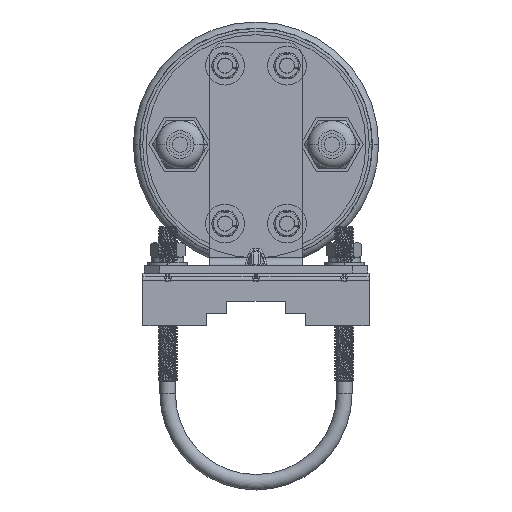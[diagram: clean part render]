
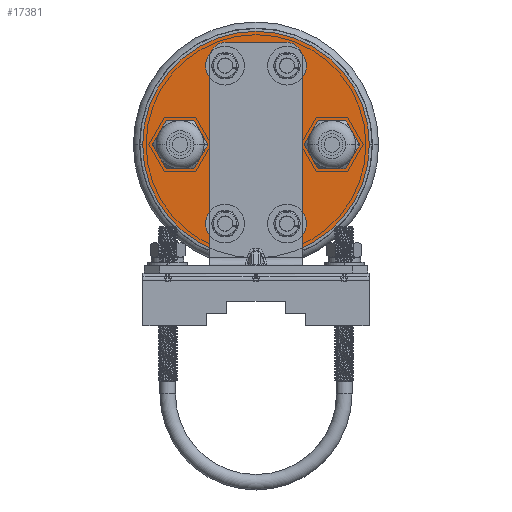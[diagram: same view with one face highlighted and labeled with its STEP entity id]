
A CAD part, front view. The second image highlights one B-rep face of the part: STEP entity #17381.
In plain terms, the highlighted planar face has unit normal (0, -1, 0).
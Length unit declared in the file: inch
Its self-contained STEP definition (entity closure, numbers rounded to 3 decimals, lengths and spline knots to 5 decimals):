
#491 = CARTESIAN_POINT ( 'NONE',  ( -0.27559, 0., 1.00394 ) ) ;
#546 = CARTESIAN_POINT ( 'NONE',  ( -0.3937, 0., 1.00394 ) ) ;
#721 = CIRCLE ( 'NONE', #28908, 0.11811 ) ;
#764 = AXIS2_PLACEMENT_3D ( 'NONE', #27636, #37091, #28240 ) ;
#854 = DIRECTION ( 'NONE',  ( 0., 1., 0. ) ) ;
#2078 = FACE_BOUND ( 'NONE', #50485, .T. ) ;
#2216 = DIRECTION ( 'NONE',  ( 1., 0., 0. ) ) ;
#2443 = CARTESIAN_POINT ( 'NONE',  ( -0.96457, 0., 0. ) ) ;
#2779 = AXIS2_PLACEMENT_3D ( 'NONE', #13572, #45864, #46158 ) ;
#3591 = ORIENTED_EDGE ( 'NONE', *, *, #55660, .T. ) ;
#3732 = CIRCLE ( 'NONE', #764, 0.24606 ) ;
#3854 = ORIENTED_EDGE ( 'NONE', *, *, #57821, .T. ) ;
#3883 = CARTESIAN_POINT ( 'NONE',  ( -0.51181, 0., -1.00394 ) ) ;
#4593 = VERTEX_POINT ( 'NONE', #27931 ) ;
#5517 = CARTESIAN_POINT ( 'NONE',  ( 0., 0., 0. ) ) ;
#5529 = CARTESIAN_POINT ( 'NONE',  ( -0.51181, 0., 1.00394 ) ) ;
#6178 = DIRECTION ( 'NONE',  ( -1., 0., 0. ) ) ;
#6447 = VERTEX_POINT ( 'NONE', #57537 ) ;
#6986 = VERTEX_POINT ( 'NONE', #55454 ) ;
#7296 = CARTESIAN_POINT ( 'NONE',  ( -0.3937, 0., 1.00394 ) ) ;
#7764 = VERTEX_POINT ( 'NONE', #42179 ) ;
#8893 = DIRECTION ( 'NONE',  ( -1., 0., 0. ) ) ;
#9430 = ORIENTED_EDGE ( 'NONE', *, *, #14266, .T. ) ;
#9936 = ORIENTED_EDGE ( 'NONE', *, *, #21834, .T. ) ;
#10422 = DIRECTION ( 'NONE',  ( 1., 0., 0. ) ) ;
#10745 = DIRECTION ( 'NONE',  ( 0., 1., 0. ) ) ;
#10938 = VERTEX_POINT ( 'NONE', #491 ) ;
#11415 = CARTESIAN_POINT ( 'NONE',  ( 0.27559, 0., -1.00394 ) ) ;
#11794 = FACE_BOUND ( 'NONE', #34443, .T. ) ;
#13572 = CARTESIAN_POINT ( 'NONE',  ( 0.3937, 0., 1.00394 ) ) ;
#14097 = DIRECTION ( 'NONE',  ( -1., 0., 0. ) ) ;
#14197 = AXIS2_PLACEMENT_3D ( 'NONE', #33566, #52138, #10422 ) ;
#14266 = EDGE_CURVE ( 'NONE', #19075, #6447, #48445, .T. ) ;
#15234 = CIRCLE ( 'NONE', #43594, 0.11811 ) ;
#15337 = CIRCLE ( 'NONE', #49383, 1.44094 ) ;
#15462 = VERTEX_POINT ( 'NONE', #58694 ) ;
#16017 = CARTESIAN_POINT ( 'NONE',  ( 0.51181, 0., -1.00394 ) ) ;
#16127 = DIRECTION ( 'NONE',  ( 0., 1., 0. ) ) ;
#16365 = FACE_BOUND ( 'NONE', #33981, .T. ) ;
#17381 = ADVANCED_FACE ( 'NONE', ( #44982, #58384, #30376, #43779, #2078, #16365, #11794 ), #25498, .F. ) ;
#17816 = DIRECTION ( 'NONE',  ( 0., 1., 0. ) ) ;
#17871 = DIRECTION ( 'NONE',  ( 1., 0., 0. ) ) ;
#18103 = AXIS2_PLACEMENT_3D ( 'NONE', #32938, #27764, #8893 ) ;
#18580 = VERTEX_POINT ( 'NONE', #5529 ) ;
#18684 = CARTESIAN_POINT ( 'NONE',  ( 0.96457, 0., 0. ) ) ;
#19075 = VERTEX_POINT ( 'NONE', #34661 ) ;
#20273 = CIRCLE ( 'NONE', #53304, 0.11811 ) ;
#20343 = DIRECTION ( 'NONE',  ( 1., 0., 0. ) ) ;
#20941 = DIRECTION ( 'NONE',  ( 0., 1., 0. ) ) ;
#20954 = ORIENTED_EDGE ( 'NONE', *, *, #24367, .T. ) ;
#21134 = CIRCLE ( 'NONE', #59064, 0.24606 ) ;
#21834 = EDGE_CURVE ( 'NONE', #7764, #37311, #59768, .T. ) ;
#21878 = CARTESIAN_POINT ( 'NONE',  ( -0.7185, 0., 0. ) ) ;
#22450 = CARTESIAN_POINT ( 'NONE',  ( 0.3937, 0., -1.00394 ) ) ;
#22670 = VERTEX_POINT ( 'NONE', #3883 ) ;
#22814 = VERTEX_POINT ( 'NONE', #11415 ) ;
#22971 = CIRCLE ( 'NONE', #18103, 0.11811 ) ;
#23972 = DIRECTION ( 'NONE',  ( 1., 0., 0. ) ) ;
#24367 = EDGE_CURVE ( 'NONE', #4593, #15462, #30647, .T. ) ;
#24541 = EDGE_LOOP ( 'NONE', ( #20954, #58394 ) ) ;
#25498 = PLANE ( 'NONE',  #26600 ) ;
#25905 = CIRCLE ( 'NONE', #14197, 0.11811 ) ;
#25907 = VERTEX_POINT ( 'NONE', #26247 ) ;
#26247 = CARTESIAN_POINT ( 'NONE',  ( -1.44094, 0., 0. ) ) ;
#26600 = AXIS2_PLACEMENT_3D ( 'NONE', #35237, #20941, #20343 ) ;
#27636 = CARTESIAN_POINT ( 'NONE',  ( -0.96457, 0., 0. ) ) ;
#27725 = ORIENTED_EDGE ( 'NONE', *, *, #49487, .T. ) ;
#27764 = DIRECTION ( 'NONE',  ( 0., 1., 0. ) ) ;
#27931 = CARTESIAN_POINT ( 'NONE',  ( 0.7185, 0., 0. ) ) ;
#27956 = AXIS2_PLACEMENT_3D ( 'NONE', #36999, #17816, #46416 ) ;
#28240 = DIRECTION ( 'NONE',  ( 1., 0., 0. ) ) ;
#28687 = ORIENTED_EDGE ( 'NONE', *, *, #59438, .T. ) ;
#28908 = AXIS2_PLACEMENT_3D ( 'NONE', #7296, #10745, #6178 ) ;
#28919 = DIRECTION ( 'NONE',  ( -1., 0., 0. ) ) ;
#29244 = EDGE_CURVE ( 'NONE', #37245, #25907, #52116, .T. ) ;
#30376 = FACE_BOUND ( 'NONE', #24541, .T. ) ;
#30647 = CIRCLE ( 'NONE', #48109, 0.24606 ) ;
#31224 = EDGE_LOOP ( 'NONE', ( #50938, #43362 ) ) ;
#31778 = ORIENTED_EDGE ( 'NONE', *, *, #40218, .T. ) ;
#31881 = EDGE_CURVE ( 'NONE', #6986, #22670, #25905, .T. ) ;
#32476 = DIRECTION ( 'NONE',  ( 0., 1., 0. ) ) ;
#32817 = CIRCLE ( 'NONE', #55168, 0.11811 ) ;
#32938 = CARTESIAN_POINT ( 'NONE',  ( -0.3937, 0., -1.00394 ) ) ;
#33566 = CARTESIAN_POINT ( 'NONE',  ( -0.3937, 0., -1.00394 ) ) ;
#33981 = EDGE_LOOP ( 'NONE', ( #9430, #31778 ) ) ;
#34443 = EDGE_LOOP ( 'NONE', ( #9936, #3854 ) ) ;
#34648 = VERTEX_POINT ( 'NONE', #16017 ) ;
#34661 = CARTESIAN_POINT ( 'NONE',  ( 0.27559, 0., 1.00394 ) ) ;
#35237 = CARTESIAN_POINT ( 'NONE',  ( 0., 0., 0. ) ) ;
#36034 = EDGE_CURVE ( 'NONE', #15462, #4593, #21134, .T. ) ;
#36509 = EDGE_CURVE ( 'NONE', #34648, #22814, #32817, .T. ) ;
#36912 = DIRECTION ( 'NONE',  ( 1., 0., 0. ) ) ;
#36970 = DIRECTION ( 'NONE',  ( 1., 0., 0. ) ) ;
#36999 = CARTESIAN_POINT ( 'NONE',  ( 0.3937, 0., -1.00394 ) ) ;
#37091 = DIRECTION ( 'NONE',  ( 0., 1., 0. ) ) ;
#37204 = DIRECTION ( 'NONE',  ( 0., -1., 0. ) ) ;
#37245 = VERTEX_POINT ( 'NONE', #49584 ) ;
#37311 = VERTEX_POINT ( 'NONE', #21878 ) ;
#38668 = ORIENTED_EDGE ( 'NONE', *, *, #54849, .T. ) ;
#39003 = DIRECTION ( 'NONE',  ( -1., 0., 0. ) ) ;
#40042 = ORIENTED_EDGE ( 'NONE', *, *, #31881, .T. ) ;
#40218 = EDGE_CURVE ( 'NONE', #6447, #19075, #15234, .T. ) ;
#40262 = CARTESIAN_POINT ( 'NONE',  ( 0.3937, 0., 1.00394 ) ) ;
#41430 = AXIS2_PLACEMENT_3D ( 'NONE', #5517, #37204, #36912 ) ;
#42179 = CARTESIAN_POINT ( 'NONE',  ( -1.21063, 0., 0. ) ) ;
#43362 = ORIENTED_EDGE ( 'NONE', *, *, #29244, .T. ) ;
#43594 = AXIS2_PLACEMENT_3D ( 'NONE', #40262, #49080, #2216 ) ;
#43779 = FACE_BOUND ( 'NONE', #55872, .T. ) ;
#44982 = FACE_OUTER_BOUND ( 'NONE', #31224, .T. ) ;
#45864 = DIRECTION ( 'NONE',  ( 0., 1., 0. ) ) ;
#46158 = DIRECTION ( 'NONE',  ( -1., 0., 0. ) ) ;
#46416 = DIRECTION ( 'NONE',  ( -1., 0., 0. ) ) ;
#47939 = ORIENTED_EDGE ( 'NONE', *, *, #36509, .T. ) ;
#48109 = AXIS2_PLACEMENT_3D ( 'NONE', #18684, #50665, #14097 ) ;
#48113 = EDGE_LOOP ( 'NONE', ( #27725, #40042 ) ) ;
#48445 = CIRCLE ( 'NONE', #2779, 0.11811 ) ;
#49080 = DIRECTION ( 'NONE',  ( 0., 1., 0. ) ) ;
#49383 = AXIS2_PLACEMENT_3D ( 'NONE', #51166, #51766, #28919 ) ;
#49487 = EDGE_CURVE ( 'NONE', #22670, #6986, #22971, .T. ) ;
#49584 = CARTESIAN_POINT ( 'NONE',  ( 1.44094, 0., 0. ) ) ;
#50485 = EDGE_LOOP ( 'NONE', ( #38668, #28687 ) ) ;
#50665 = DIRECTION ( 'NONE',  ( 0., 1., 0. ) ) ;
#50938 = ORIENTED_EDGE ( 'NONE', *, *, #58831, .T. ) ;
#51166 = CARTESIAN_POINT ( 'NONE',  ( 0., 0., 0. ) ) ;
#51766 = DIRECTION ( 'NONE',  ( 0., -1., 0. ) ) ;
#52116 = CIRCLE ( 'NONE', #41430, 1.44094 ) ;
#52138 = DIRECTION ( 'NONE',  ( 0., 1., 0. ) ) ;
#52946 = AXIS2_PLACEMENT_3D ( 'NONE', #2443, #16127, #39003 ) ;
#53304 = AXIS2_PLACEMENT_3D ( 'NONE', #546, #854, #23972 ) ;
#54849 = EDGE_CURVE ( 'NONE', #18580, #10938, #721, .T. ) ;
#55168 = AXIS2_PLACEMENT_3D ( 'NONE', #22450, #32476, #17871 ) ;
#55454 = CARTESIAN_POINT ( 'NONE',  ( -0.27559, 0., -1.00394 ) ) ;
#55660 = EDGE_CURVE ( 'NONE', #22814, #34648, #59078, .T. ) ;
#55826 = DIRECTION ( 'NONE',  ( 0., 1., 0. ) ) ;
#55872 = EDGE_LOOP ( 'NONE', ( #3591, #47939 ) ) ;
#57537 = CARTESIAN_POINT ( 'NONE',  ( 0.51181, 0., 1.00394 ) ) ;
#57821 = EDGE_CURVE ( 'NONE', #37311, #7764, #3732, .T. ) ;
#58384 = FACE_BOUND ( 'NONE', #48113, .T. ) ;
#58394 = ORIENTED_EDGE ( 'NONE', *, *, #36034, .T. ) ;
#58694 = CARTESIAN_POINT ( 'NONE',  ( 1.21063, 0., 0. ) ) ;
#58831 = EDGE_CURVE ( 'NONE', #25907, #37245, #15337, .T. ) ;
#59064 = AXIS2_PLACEMENT_3D ( 'NONE', #60088, #55826, #36970 ) ;
#59078 = CIRCLE ( 'NONE', #27956, 0.11811 ) ;
#59438 = EDGE_CURVE ( 'NONE', #10938, #18580, #20273, .T. ) ;
#59768 = CIRCLE ( 'NONE', #52946, 0.24606 ) ;
#60088 = CARTESIAN_POINT ( 'NONE',  ( 0.96457, 0., 0. ) ) ;
